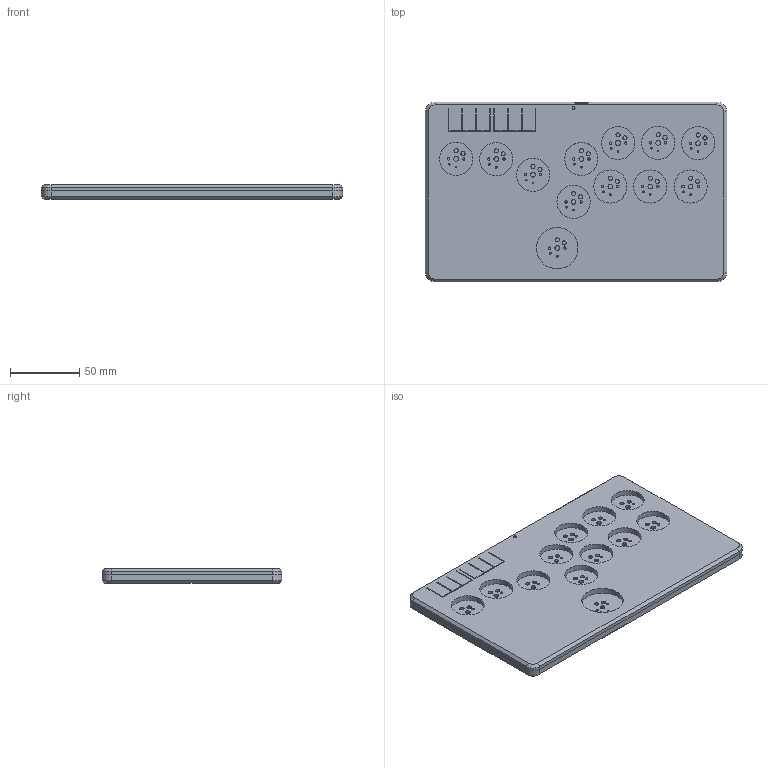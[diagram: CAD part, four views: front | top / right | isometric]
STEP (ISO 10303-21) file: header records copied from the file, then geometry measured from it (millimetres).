
FILE_DESCRIPTION(/* description */ (''),/* implementation_level */ '2;1');
FILE_NAME(/* name */ 'Flatbox-rev7-case.step',/* time_stamp */ '2024-06-24T16:10:55+02:00',/* author */ (''),/* organization */ (''),/* preprocessor_version */ 'ST-DEVELOPER v20',/* originating_system */ 'Autodesk Translation Framework v13.14.0.145',/* authorisation */ '');
FILE_SCHEMA (('AUTOMOTIVE_DESIGN { 1 0 10303 214 3 1 1 }'));
Products named in the file (46): Flatbox-rev7; Flatbox-rev7-pcb; DIP-28_W7.62mm (1); DIP-28_W7.62mm; SW_PUSH_6mm_H5mm; SW_PUSH_6mm_h5mm_1; Flatbox-rev7_PCB; XIAO-nRF52840 v15; USB TYPE C PORT; USB TYPE C PORT (1); BOSS-EXTRUDE14_8_; BOSS-EXTRUDE7_4_; BOSS-EXTRUDE7_3_; BOSS-EXTRUDE14_4_; BOSS-EXTRUDE14_2_; BOSS-EXTRUDE14_11_; BOSS-EXTRUDE7_7_; BOSS-EXTRUDE14_9_; BOSS-EXTRUDE14_3_; BOSS-EXTRUDE14_7_; MIRROR2; BOSS-EXTRUDE14_5_; BOSS-EXTRUDE14_12_; BOSS-EXTRUDE7_8_; BOSS-EXTRUDE7_1_; BOSS-EXTRUDE14_10_; BOSS-EXTRUDE7_9_; BOSS-EXTRUDE14_6_; CHAMFER9; BOSS-EXTRUDE14_1_; BOSS-EXTRUDE7_6_; BOSS-EXTRUDE7_2_; CUT-EXTRUDE5; BOSS-EXTRUDE7_5_; Shield; SKTAAAE010 v1; Body; Pins; PCB (1); ANT1 ...
Assembly tree (51 placements, depth 5):
  Flatbox-rev7
    Flatbox-rev7-pcb
      SW_PUSH_6mm_H5mm  x6
        SW_PUSH_6mm_h5mm_1
      DIP-28_W7.62mm (1)
        DIP-28_W7.62mm
      Flatbox-rev7_PCB
    XIAO-nRF52840 v15
      USB TYPE C PORT
        USB TYPE C PORT (1)
          BOSS-EXTRUDE14_8_
          BOSS-EXTRUDE7_4_
          BOSS-EXTRUDE7_3_
          BOSS-EXTRUDE14_4_
          BOSS-EXTRUDE14_2_
          BOSS-EXTRUDE14_11_
          BOSS-EXTRUDE7_7_
          BOSS-EXTRUDE14_9_
          BOSS-EXTRUDE14_3_
          BOSS-EXTRUDE14_7_
          MIRROR2
          BOSS-EXTRUDE14_5_
          BOSS-EXTRUDE14_12_
          BOSS-EXTRUDE7_8_
          BOSS-EXTRUDE7_1_
          BOSS-EXTRUDE14_10_
          BOSS-EXTRUDE7_9_
          BOSS-EXTRUDE14_6_
          CHAMFER9
          BOSS-EXTRUDE14_1_
          BOSS-EXTRUDE7_6_
          BOSS-EXTRUDE7_2_
          CUT-EXTRUDE5
          BOSS-EXTRUDE7_5_
      Shield
      SKTAAAE010 v1
        Body
        Pins
      PCB (1)
        CAP  x2
        ANT1
        Silkscreen
        CAP 3
        LED
        USR
      MSM261D3526H1CPM
Bounding box: 218 x 130 x 10.8 mm (x, y, z)
Volume: 159902.5 mm3; surface area: 169918.7 mm2
Topology: 94 solids, 98 shells, 3325 faces, 8570 edges, 5577 vertices
Faces by surface type: plane 2459, cylinder 801, cone 29, torus 18, sphere 14, bspline 4
Full cylindrical faces by diameter (mm): 0.3 x2, 0.5 x2, 0.525 x2, 0.6 x2, 0.75 x14, 0.8 x28, 1 x24, 1.1 x24, 1.27 x24, 1.524 x4, 1.702 x24, 1.8 x5, 2 x1, 2.2 x5, 2.8 x7, 3 x24, 3.3 x7, 3.429 x12, 3.5 x6, 5 x10, 6 x7, 6.4 x7, 10 x14, 24 x22, 30 x2
Entity records: 86285 total; most frequent: CARTESIAN_POINT 14938, ORIENTED_EDGE 14174, DIRECTION 14040, EDGE_CURVE 7087, LINE 5824, VECTOR 5824, VERTEX_POINT 4618, AXIS2_PLACEMENT_3D 4108
